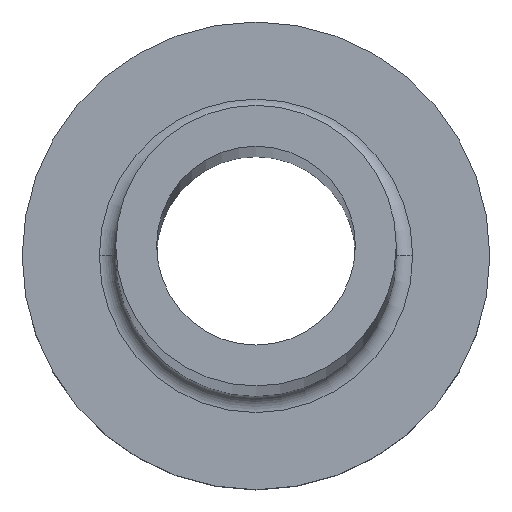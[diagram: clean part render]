
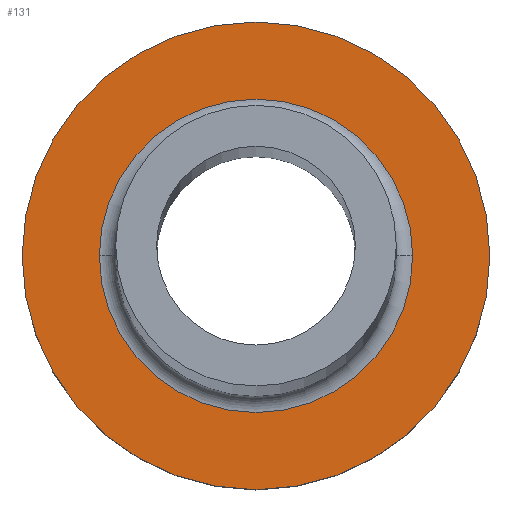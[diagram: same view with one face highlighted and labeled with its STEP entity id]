
A CAD part, top view. The second image highlights one B-rep face of the part: STEP entity #131.
In plain terms, the highlighted planar face has unit normal (0, 0, 1).
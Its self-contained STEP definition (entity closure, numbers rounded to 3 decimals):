
#4 = ORIENTED_EDGE ( 'NONE', *, *, #274, .T. ) ;
#6 = DIRECTION ( 'NONE',  ( 1., 0., 0. ) ) ;
#15 = ORIENTED_EDGE ( 'NONE', *, *, #348, .T. ) ;
#17 = VERTEX_POINT ( 'NONE', #269 ) ;
#31 = DIRECTION ( 'NONE',  ( 1., 0., 0. ) ) ;
#33 = CARTESIAN_POINT ( 'NONE',  ( 0., 0., 7. ) ) ;
#39 = VERTEX_POINT ( 'NONE', #219 ) ;
#62 = DIRECTION ( 'NONE',  ( 0., 0., 1. ) ) ;
#63 = DIRECTION ( 'NONE',  ( 1., 0., 0. ) ) ;
#65 = VERTEX_POINT ( 'NONE', #69 ) ;
#69 = CARTESIAN_POINT ( 'NONE',  ( 6.7, 0., 7. ) ) ;
#88 = ORIENTED_EDGE ( 'NONE', *, *, #323, .T. ) ;
#121 = CIRCLE ( 'NONE', #223, 10. ) ;
#122 = AXIS2_PLACEMENT_3D ( 'NONE', #235, #123, #63 ) ;
#123 = DIRECTION ( 'NONE',  ( 0., 0., -1. ) ) ;
#124 = EDGE_LOOP ( 'NONE', ( #88, #15 ) ) ;
#131 = ADVANCED_FACE ( 'NONE', ( #284, #251 ), #171, .T. ) ;
#148 = CIRCLE ( 'NONE', #360, 6.7 ) ;
#149 = CARTESIAN_POINT ( 'NONE',  ( 0., 0., 7. ) ) ;
#154 = DIRECTION ( 'NONE',  ( 1., 0., 0. ) ) ;
#155 = CIRCLE ( 'NONE', #122, 6.7 ) ;
#171 = PLANE ( 'NONE',  #221 ) ;
#177 = CARTESIAN_POINT ( 'NONE',  ( 0., 0., 7. ) ) ;
#180 = DIRECTION ( 'NONE',  ( 0., 0., 1. ) ) ;
#184 = VERTEX_POINT ( 'NONE', #376 ) ;
#206 = EDGE_CURVE ( 'NONE', #184, #39, #121, .T. ) ;
#207 = CARTESIAN_POINT ( 'NONE',  ( 0., 0., 7. ) ) ;
#219 = CARTESIAN_POINT ( 'NONE',  ( 10., 0., 7. ) ) ;
#221 = AXIS2_PLACEMENT_3D ( 'NONE', #177, #373, #289 ) ;
#223 = AXIS2_PLACEMENT_3D ( 'NONE', #149, #62, #6 ) ;
#235 = CARTESIAN_POINT ( 'NONE',  ( 0., 0., 7. ) ) ;
#251 = FACE_OUTER_BOUND ( 'NONE', #350, .T. ) ;
#269 = CARTESIAN_POINT ( 'NONE',  ( -6.7, 0., 7. ) ) ;
#274 = EDGE_CURVE ( 'NONE', #39, #184, #312, .T. ) ;
#284 = FACE_BOUND ( 'NONE', #124, .T. ) ;
#289 = DIRECTION ( 'NONE',  ( 1., 0., 0. ) ) ;
#290 = DIRECTION ( 'NONE',  ( 0., 0., -1. ) ) ;
#291 = AXIS2_PLACEMENT_3D ( 'NONE', #207, #180, #31 ) ;
#304 = ORIENTED_EDGE ( 'NONE', *, *, #206, .T. ) ;
#312 = CIRCLE ( 'NONE', #291, 10. ) ;
#323 = EDGE_CURVE ( 'NONE', #65, #17, #148, .T. ) ;
#348 = EDGE_CURVE ( 'NONE', #17, #65, #155, .T. ) ;
#350 = EDGE_LOOP ( 'NONE', ( #304, #4 ) ) ;
#360 = AXIS2_PLACEMENT_3D ( 'NONE', #33, #290, #154 ) ;
#373 = DIRECTION ( 'NONE',  ( 0., 0., 1. ) ) ;
#376 = CARTESIAN_POINT ( 'NONE',  ( -10., 0., 7. ) ) ;
